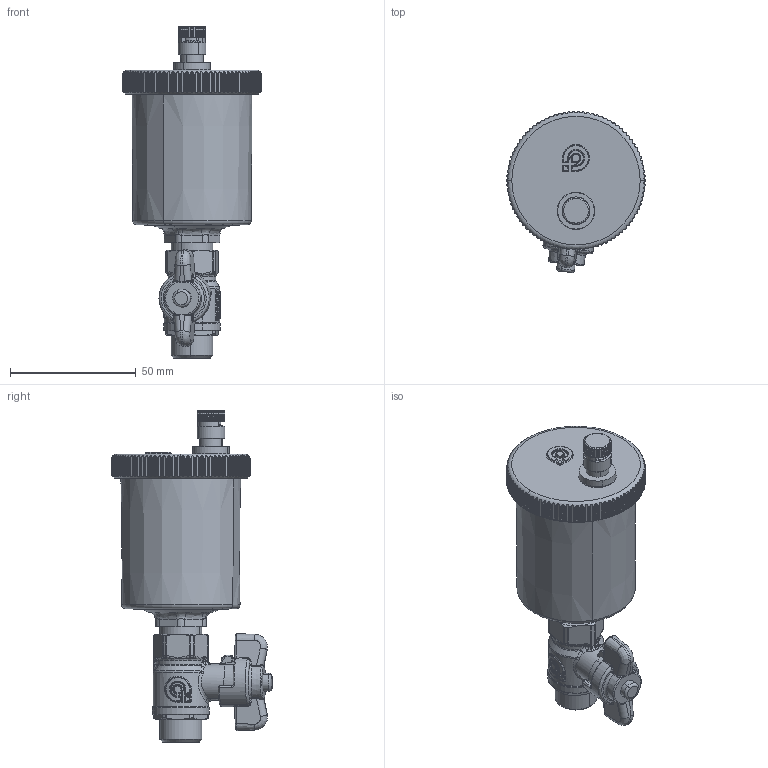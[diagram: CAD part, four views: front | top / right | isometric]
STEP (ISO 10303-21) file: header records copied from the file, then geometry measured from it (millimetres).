
FILE_DESCRIPTION(('CATIA V5 STEP Exchange'),'2;1');
FILE_NAME('STEP_250131_-_TST.stp','2018-12-04T13:24:39+00:00',('none'),('none'),'CATIA Version 5-6 Release 2016 SP4','CATIA V5 STEP AP203','none');
FILE_SCHEMA(('CONFIG_CONTROL_DESIGN'));
Length unit declared in the file: millimetre
Products named in the file (1): 250131 - TST
Bounding box: 55 x 63.84 x 131.77 mm (x, y, z)
Volume: 138570 mm3; surface area: 23573.6 mm2
Topology: 1 solids, 7 shells, 2248 faces, 5676 edges, 3336 vertices
Faces by surface type: bspline 838, cylinder 727, plane 415, sphere 113, cone 92, torus 63
Entity records: 117231 total; most frequent: CARTESIAN_POINT 75021, ORIENTED_EDGE 11072, EDGE_CURVE 5536, DIRECTION 4495, VERTEX_POINT 3336, B_SPLINE_CURVE_WITH_KNOTS 3279, EDGE_LOOP 2298, ADVANCED_FACE 2248
